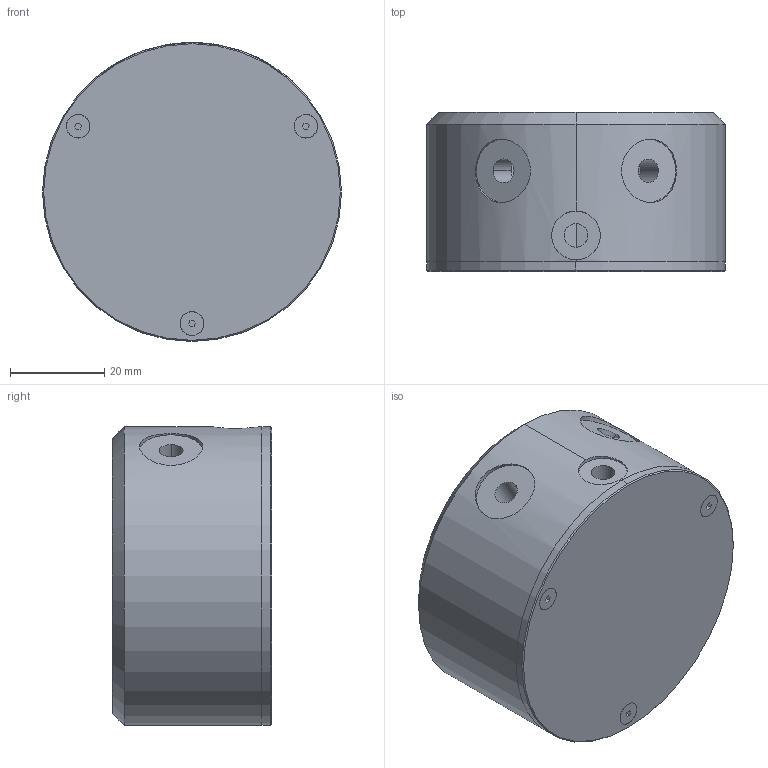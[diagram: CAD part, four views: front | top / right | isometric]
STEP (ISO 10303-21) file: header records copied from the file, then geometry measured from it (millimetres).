
FILE_DESCRIPTION (( 'STEP AP214' ), '1' );
FILE_NAME ('SK-9763 QUAD-9-MT.STEP', '2017-10-24T17:21:18', ( '' ), ( '' ), 'SwSTEP 2.0', 'SolidWorks 2016', '' );
FILE_SCHEMA (( 'AUTOMOTIVE_DESIGN' ));
Length unit declared in the file: millimetre
Products named in the file (1): SK-9763 QUAD-9-MT
Bounding box: 63.5 x 33.78 x 63.5 mm (x, y, z)
Surface area: 20397.8 mm2 (no closed solid volume)
Topology: 0 solids, 8 shells, 75 faces, 203 edges, 140 vertices
Faces by surface type: plane 31, cylinder 30, cone 14
Entity records: 3532 total; most frequent: CARTESIAN_POINT 733, DIRECTION 439, ORIENTED_EDGE 340, EDGE_CURVE 203, AXIS2_PLACEMENT_3D 170, VERTEX_POINT 140, VECTOR 99, LINE 99
